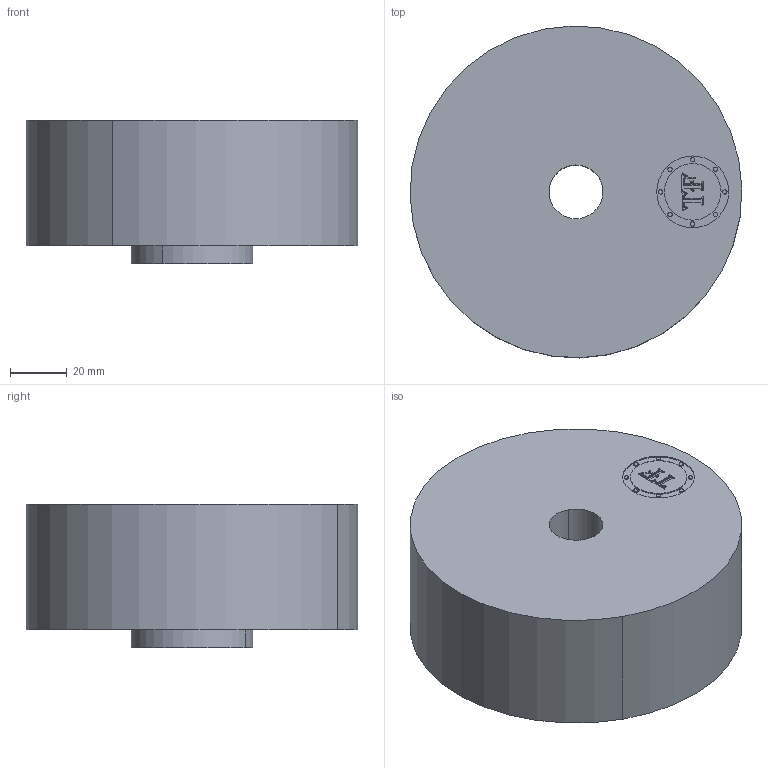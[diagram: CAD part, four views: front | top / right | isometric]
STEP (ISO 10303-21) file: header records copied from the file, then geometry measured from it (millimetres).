
FILE_DESCRIPTION(('3D STEP'),'2;1');
FILE_NAME('0.75-600-FB-RF-STUDOUT-FLANGE.stp','2013-11-24T23:29:53+00:00',('Texas Flange'),(''),'CATIA Version 5 Release 20 SP 6 (IN-10)','CATIA V5 STEP AP214','800-826-3801');
FILE_SCHEMA(('AUTOMOTIVE_DESIGN { 1 0 10303 214 1 1 1 1 }'));
Length unit declared in the file: inch
Products named in the file (1): 0.75-600-FB-RF-STUDOUT-FLANGE
Bounding box: 117.32 x 117.32 x 50.8 mm (x, y, z)
Volume: 456378.4 mm3; surface area: 47845.6 mm2
Topology: 1 solids, 1 shells, 618 faces, 1782 edges, 1180 vertices
Faces by surface type: plane 368, bspline 128, cylinder 98, cone 16, revolution 8
Entity records: 27422 total; most frequent: CARTESIAN_POINT 10412, ORIENTED_EDGE 3548, DIRECTION 2012, EDGE_CURVE 1774, VERTEX_POINT 1180, VECTOR 1166, LINE 1166, EDGE_LOOP 642
